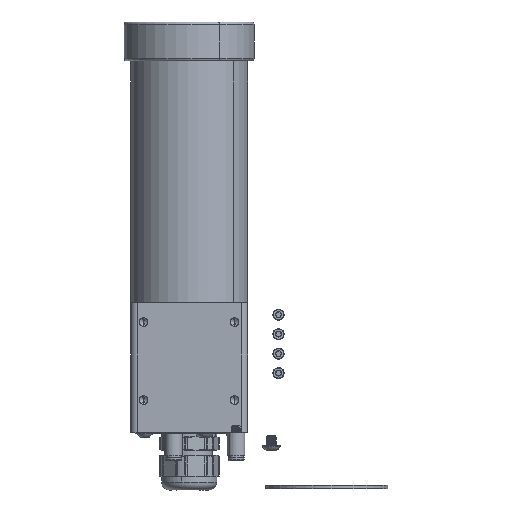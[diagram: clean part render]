
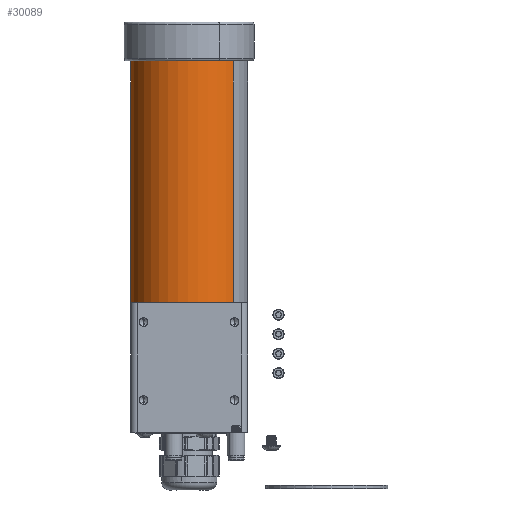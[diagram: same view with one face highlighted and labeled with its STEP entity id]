
A CAD part, front view. The second image highlights one B-rep face of the part: STEP entity #30089.
In plain terms, the highlighted cylindrical face has radius 28.575 mm (diameter 57.15 mm), a partial arc.
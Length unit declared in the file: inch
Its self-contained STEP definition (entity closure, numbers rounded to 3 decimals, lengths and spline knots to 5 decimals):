
#861 = EDGE_LOOP ( 'NONE', ( #6514, #11532, #20056, #23184 ) ) ;
#1011 = VECTOR ( 'NONE', #3438, 39.37008 ) ;
#2223 = VERTEX_POINT ( 'NONE', #34957 ) ;
#3438 = DIRECTION ( 'NONE',  ( -1., 0., 0. ) ) ;
#4484 = CARTESIAN_POINT ( 'NONE',  ( -2.5, 0., 0. ) ) ;
#4955 = DIRECTION ( 'NONE',  ( 0., 0., 1. ) ) ;
#6514 = ORIENTED_EDGE ( 'NONE', *, *, #36563, .T. ) ;
#6760 = CARTESIAN_POINT ( 'NONE',  ( 2.5, 0., 0. ) ) ;
#7350 = DIRECTION ( 'NONE',  ( -1., 0., 0. ) ) ;
#8138 = CARTESIAN_POINT ( 'NONE',  ( 2.5, 0., -1.125 ) ) ;
#9345 = DIRECTION ( 'NONE',  ( -1., 0., 0. ) ) ;
#11532 = ORIENTED_EDGE ( 'NONE', *, *, #22324, .T. ) ;
#12704 = LINE ( 'NONE', #31091, #1011 ) ;
#13572 = AXIS2_PLACEMENT_3D ( 'NONE', #4484, #23028, #20403 ) ;
#17260 = AXIS2_PLACEMENT_3D ( 'NONE', #24108, #23298, #4955 ) ;
#18817 = LINE ( 'NONE', #37394, #21037 ) ;
#19652 = DIRECTION ( 'NONE',  ( 0., 0., 1. ) ) ;
#20056 = ORIENTED_EDGE ( 'NONE', *, *, #34622, .F. ) ;
#20403 = DIRECTION ( 'NONE',  ( 0., 0., 1. ) ) ;
#21037 = VECTOR ( 'NONE', #9345, 39.37008 ) ;
#21288 = VERTEX_POINT ( 'NONE', #33968 ) ;
#22324 = EDGE_CURVE ( 'NONE', #39436, #2223, #12704, .T. ) ;
#23028 = DIRECTION ( 'NONE',  ( -1., 0., 0. ) ) ;
#23184 = ORIENTED_EDGE ( 'NONE', *, *, #23264, .F. ) ;
#23264 = EDGE_CURVE ( 'NONE', #21288, #33371, #18817, .T. ) ;
#23298 = DIRECTION ( 'NONE',  ( -1., 0., 0. ) ) ;
#24108 = CARTESIAN_POINT ( 'NONE',  ( -2.17, 0., 0. ) ) ;
#25104 = CIRCLE ( 'NONE', #33494, 1.125 ) ;
#25879 = FACE_OUTER_BOUND ( 'NONE', #861, .T. ) ;
#30089 = ADVANCED_FACE ( 'NONE', ( #25879 ), #32139, .T. ) ;
#31091 = CARTESIAN_POINT ( 'NONE',  ( -2.5, 0., -1.125 ) ) ;
#32139 = CYLINDRICAL_SURFACE ( 'NONE', #13572, 1.125 ) ;
#33371 = VERTEX_POINT ( 'NONE', #33556 ) ;
#33494 = AXIS2_PLACEMENT_3D ( 'NONE', #6760, #7350, #19652 ) ;
#33556 = CARTESIAN_POINT ( 'NONE',  ( -2.17, 0., 1.125 ) ) ;
#33968 = CARTESIAN_POINT ( 'NONE',  ( 2.5, 0., 1.125 ) ) ;
#34622 = EDGE_CURVE ( 'NONE', #33371, #2223, #39193, .T. ) ;
#34957 = CARTESIAN_POINT ( 'NONE',  ( -2.17, 0., -1.125 ) ) ;
#36563 = EDGE_CURVE ( 'NONE', #21288, #39436, #25104, .T. ) ;
#37394 = CARTESIAN_POINT ( 'NONE',  ( -2.5, 0., 1.125 ) ) ;
#39193 = CIRCLE ( 'NONE', #17260, 1.125 ) ;
#39436 = VERTEX_POINT ( 'NONE', #8138 ) ;
